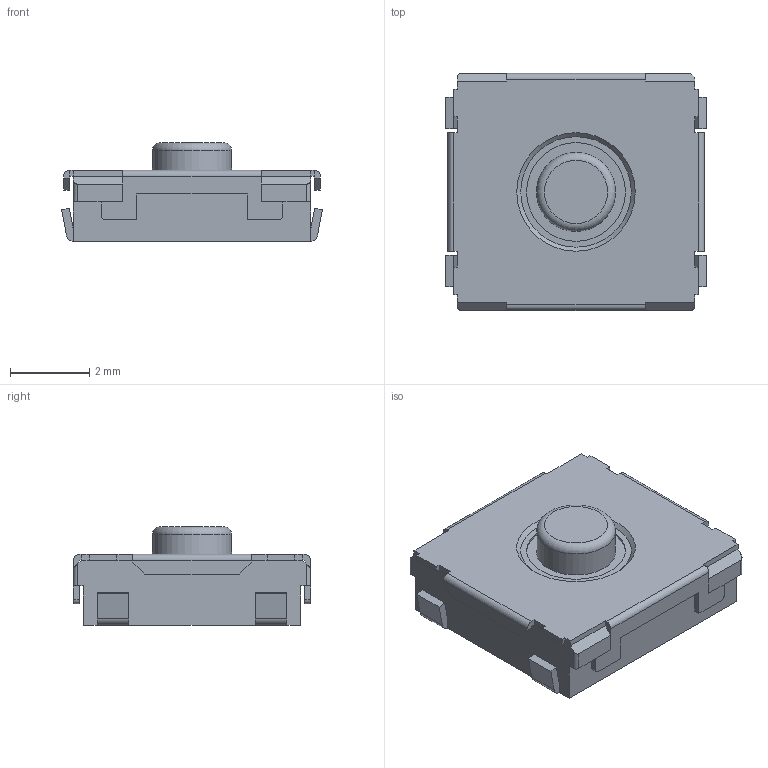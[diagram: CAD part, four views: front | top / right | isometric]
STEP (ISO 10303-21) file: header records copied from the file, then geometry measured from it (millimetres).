
FILE_DESCRIPTION(/* description */ ('model of SW_SPST_EVQP0'),/* implementation_level */ '2;1');
FILE_NAME(/* name */ 'SW_SPST_EVQP0.step',/* time_stamp */ '1970-01-01T00:00:00',/* author */ ('KiCAD','kicad'),/* organization */ ('OCCT'),/* preprocessor_version */ '',/* originating_system */ 'KiCAD',/* authorisation */ '');
FILE_SCHEMA(('AUTOMOTIVE_DESIGN { 1 0 10303 214 1 1 1 1 }'));
Length unit declared in the file: millimetre
Products named in the file (1): SW_SPST_EVQP0
Bounding box: 6.6 x 6 x 2.5 mm (x, y, z)
Volume: 63.9 mm3; surface area: 142.6 mm2
Topology: 1 solids, 1 shells, 145 faces, 411 edges, 263 vertices
Faces by surface type: plane 126, cylinder 17, cone 1, torus 1
Full cylindrical faces by diameter (mm): 2 x1, 2.5 x1
Entity records: 3057 total; most frequent: ORIENTED_EDGE 628, EDGE_CURVE 411, CARTESIAN_POINT 370, LINE 315, VERTEX_POINT 263, AXIS2_PLACEMENT_3D 158, FACE_BOUND 148, EDGE_LOOP 148
